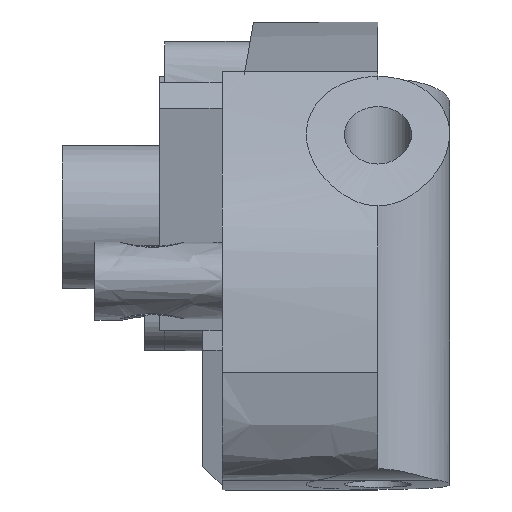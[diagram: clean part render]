
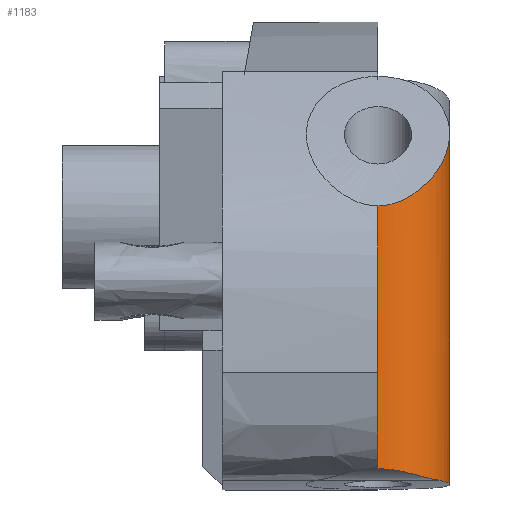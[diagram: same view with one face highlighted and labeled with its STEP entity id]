
A CAD part, top view. The second image highlights one B-rep face of the part: STEP entity #1183.
In plain terms, the highlighted cylindrical face has radius 3.75 mm (diameter 7.5 mm), a partial arc.
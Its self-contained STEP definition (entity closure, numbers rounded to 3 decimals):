
#37=CYLINDRICAL_SURFACE('',#1275,3.75);
#133=B_SPLINE_CURVE_WITH_KNOTS('',3,(#2466,#2467,#2468,#2469,#2470,#2471,
#2472,#2473,#2474,#2475,#2476,#2477),.UNSPECIFIED.,.F.,.F.,(4,2,2,2,2,4),
(0.387,0.387,0.388,0.506,
0.638,0.771),.UNSPECIFIED.);
#134=B_SPLINE_CURVE_WITH_KNOTS('',3,(#2506,#2507,#2508,#2509,#2510,#2511,
#2512,#2513,#2514,#2515,#2516,#2517,#2518,#2519,#2520,#2521),
 .UNSPECIFIED.,.F.,.F.,(4,2,2,2,2,2,2,4),(0.,0.149,0.295,
0.442,0.586,0.733,0.801,0.802),
 .UNSPECIFIED.);
#138=B_SPLINE_CURVE_WITH_KNOTS('',3,(#2647,#2648,#2649,#2650,#2651,#2652,
#2653,#2654,#2655,#2656,#2657,#2658,#2659,#2660,#2661,#2662,#2663,#2664,
#2665,#2666,#2667,#2668,#2669,#2670,#2671),.UNSPECIFIED.,.F.,.F.,(4,1,2,
2,2,2,2,2,2,2,2,2,4),(0.,0.,0.005,0.12,
0.246,0.406,0.608,0.848,
1.084,1.246,1.352,1.387,1.387),
 .UNSPECIFIED.);
#193=FACE_OUTER_BOUND('',#266,.T.);
#266=EDGE_LOOP('',(#952,#953,#954,#955,#956));
#362=LINE('',#2950,#442);
#363=LINE('',#2951,#443);
#442=VECTOR('',#1464,10.);
#443=VECTOR('',#1465,10.);
#515=VERTEX_POINT('',#2235);
#541=VERTEX_POINT('',#2453);
#542=VERTEX_POINT('',#2464);
#545=VERTEX_POINT('',#2621);
#546=VERTEX_POINT('',#2622);
#688=EDGE_CURVE('',#541,#542,#133,.T.);
#689=EDGE_CURVE('',#542,#515,#134,.T.);
#693=EDGE_CURVE('',#546,#545,#138,.T.);
#705=EDGE_CURVE('',#546,#515,#362,.T.);
#706=EDGE_CURVE('',#541,#545,#363,.T.);
#952=ORIENTED_EDGE('',*,*,#688,.T.);
#953=ORIENTED_EDGE('',*,*,#689,.T.);
#954=ORIENTED_EDGE('',*,*,#705,.F.);
#955=ORIENTED_EDGE('',*,*,#693,.T.);
#956=ORIENTED_EDGE('',*,*,#706,.F.);
#1183=ADVANCED_FACE('',(#193),#37,.T.);
#1275=AXIS2_PLACEMENT_3D('',#2949,#1462,#1463);
#1462=DIRECTION('center_axis',(0.,-1.,0.));
#1463=DIRECTION('ref_axis',(0.,0.,
-1.));
#1464=DIRECTION('',(0.,-1.,0.));
#1465=DIRECTION('',(0.,1.,0.));
#2235=CARTESIAN_POINT('',(-40.747,25.651,107.986));
#2453=CARTESIAN_POINT('',(-40.747,26.711,115.486));
#2464=CARTESIAN_POINT('',(-37.562,26.118,113.714));
#2466=CARTESIAN_POINT('Ctrl Pts',(-40.747,26.711,115.486));
#2467=CARTESIAN_POINT('Ctrl Pts',(-40.747,26.711,115.486));
#2468=CARTESIAN_POINT('Ctrl Pts',(-40.747,26.711,115.486));
#2469=CARTESIAN_POINT('Ctrl Pts',(-40.741,26.711,115.486));
#2470=CARTESIAN_POINT('Ctrl Pts',(-40.737,26.711,115.486));
#2471=CARTESIAN_POINT('Ctrl Pts',(-40.34,26.71,115.484));
#2472=CARTESIAN_POINT('Ctrl Pts',(-39.956,26.662,115.422));
#2473=CARTESIAN_POINT('Ctrl Pts',(-39.173,26.507,115.167));
#2474=CARTESIAN_POINT('Ctrl Pts',(-38.785,26.395,114.961));
#2475=CARTESIAN_POINT('Ctrl Pts',(-38.096,26.211,114.423));
#2476=CARTESIAN_POINT('Ctrl Pts',(-37.798,26.14,114.094));
#2477=CARTESIAN_POINT('Ctrl Pts',(-37.562,26.118,113.714));
#2506=CARTESIAN_POINT('Ctrl Pts',(-37.562,26.118,113.714));
#2507=CARTESIAN_POINT('Ctrl Pts',(-37.301,26.064,113.295));
#2508=CARTESIAN_POINT('Ctrl Pts',(-37.126,26.008,112.827));
#2509=CARTESIAN_POINT('Ctrl Pts',(-36.968,25.906,111.862));
#2510=CARTESIAN_POINT('Ctrl Pts',(-36.983,25.86,111.374));
#2511=CARTESIAN_POINT('Ctrl Pts',(-37.2,25.781,110.424));
#2512=CARTESIAN_POINT('Ctrl Pts',(-37.402,25.75,109.972));
#2513=CARTESIAN_POINT('Ctrl Pts',(-37.961,25.702,109.18));
#2514=CARTESIAN_POINT('Ctrl Pts',(-38.309,25.686,108.846));
#2515=CARTESIAN_POINT('Ctrl Pts',(-39.122,25.662,108.321));
#2516=CARTESIAN_POINT('Ctrl Pts',(-39.58,25.656,108.138));
#2517=CARTESIAN_POINT('Ctrl Pts',(-40.285,25.651,108.007));
#2518=CARTESIAN_POINT('Ctrl Pts',(-40.512,25.651,107.986));
#2519=CARTESIAN_POINT('Ctrl Pts',(-40.742,25.651,107.986));
#2520=CARTESIAN_POINT('Ctrl Pts',(-40.745,25.651,107.986));
#2521=CARTESIAN_POINT('Ctrl Pts',(-40.747,25.651,107.986));
#2621=CARTESIAN_POINT('',(-40.747,40.451,115.486));
#2622=CARTESIAN_POINT('',(-40.747,47.228,107.986));
#2647=CARTESIAN_POINT('Ctrl Pts',(-40.747,47.228,107.986));
#2648=CARTESIAN_POINT('Ctrl Pts',(-40.747,47.228,107.986));
#2649=CARTESIAN_POINT('Ctrl Pts',(-40.731,47.228,107.986));
#2650=CARTESIAN_POINT('Ctrl Pts',(-40.715,47.228,107.986));
#2651=CARTESIAN_POINT('Ctrl Pts',(-40.315,47.224,107.991));
#2652=CARTESIAN_POINT('Ctrl Pts',(-39.939,47.174,108.055));
#2653=CARTESIAN_POINT('Ctrl Pts',(-39.197,46.984,108.297));
#2654=CARTESIAN_POINT('Ctrl Pts',(-38.846,46.839,108.481));
#2655=CARTESIAN_POINT('Ctrl Pts',(-38.149,46.437,108.989));
#2656=CARTESIAN_POINT('Ctrl Pts',(-37.834,46.164,109.333));
#2657=CARTESIAN_POINT('Ctrl Pts',(-37.292,45.488,110.174));
#2658=CARTESIAN_POINT('Ctrl Pts',(-37.109,45.071,110.689));
#2659=CARTESIAN_POINT('Ctrl Pts',(-36.947,44.128,111.821));
#2660=CARTESIAN_POINT('Ctrl Pts',(-37.014,43.593,112.444));
#2661=CARTESIAN_POINT('Ctrl Pts',(-37.43,42.556,113.585));
#2662=CARTESIAN_POINT('Ctrl Pts',(-37.776,42.044,114.11));
#2663=CARTESIAN_POINT('Ctrl Pts',(-38.577,41.274,114.825));
#2664=CARTESIAN_POINT('Ctrl Pts',(-38.977,40.975,115.078));
#2665=CARTESIAN_POINT('Ctrl Pts',(-39.734,40.62,115.36));
#2666=CARTESIAN_POINT('Ctrl Pts',(-40.057,40.515,115.438));
#2667=CARTESIAN_POINT('Ctrl Pts',(-40.514,40.458,115.48));
#2668=CARTESIAN_POINT('Ctrl Pts',(-40.628,40.451,115.485));
#2669=CARTESIAN_POINT('Ctrl Pts',(-40.745,40.451,115.486));
#2670=CARTESIAN_POINT('Ctrl Pts',(-40.746,40.451,115.486));
#2671=CARTESIAN_POINT('Ctrl Pts',(-40.747,40.451,115.486));
#2949=CARTESIAN_POINT('Origin',(-40.747,39.915,111.736));
#2950=CARTESIAN_POINT('',(-40.747,39.915,107.986));
#2951=CARTESIAN_POINT('',(-40.747,39.915,115.486));
